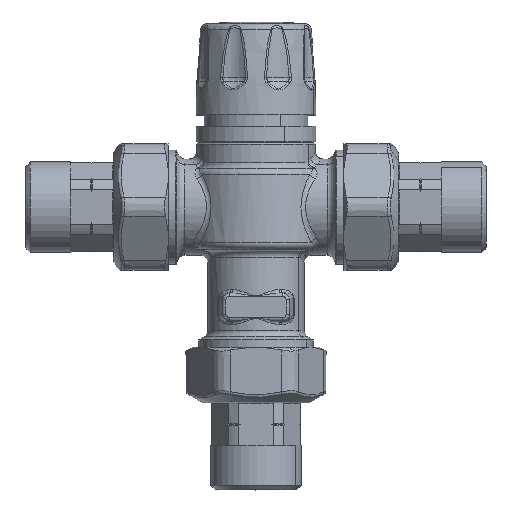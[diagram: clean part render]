
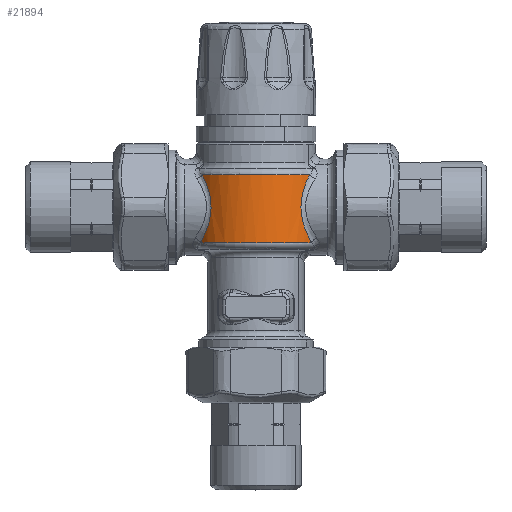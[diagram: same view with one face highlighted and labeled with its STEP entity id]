
A CAD part, top view. The second image highlights one B-rep face of the part: STEP entity #21894.
In plain terms, the highlighted cylindrical face has radius 19.5 mm (diameter 39 mm), a partial arc.
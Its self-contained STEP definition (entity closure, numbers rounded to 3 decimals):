
#20620=CARTESIAN_POINT('Vertex',(16.041,-10.322,-22.621)) ;
#20729=CARTESIAN_POINT('Control Point',(16.041,-10.322,-22.621)) ;
#20730=CARTESIAN_POINT('Control Point',(15.934,-10.121,-22.468)) ;
#20731=CARTESIAN_POINT('Control Point',(15.828,-9.917,-22.318)) ;
#20732=CARTESIAN_POINT('Control Point',(15.722,-9.71,-22.172)) ;
#20733=CARTESIAN_POINT('Control Point',(15.238,-8.748,-21.523)) ;
#20734=CARTESIAN_POINT('Control Point',(14.767,-7.72,-20.956)) ;
#20735=CARTESIAN_POINT('Control Point',(14.415,-6.877,-20.564)) ;
#20736=CARTESIAN_POINT('Control Point',(13.728,-4.996,-19.844)) ;
#20737=CARTESIAN_POINT('Control Point',(13.244,-2.95,-19.392)) ;
#20738=CARTESIAN_POINT('Control Point',(13.067,-1.821,-19.235)) ;
#20739=CARTESIAN_POINT('Control Point',(12.939,0.327,-19.12)) ;
#20740=CARTESIAN_POINT('Control Point',(13.169,2.452,-19.327)) ;
#20741=CARTESIAN_POINT('Control Point',(13.351,3.415,-19.492)) ;
#20742=CARTESIAN_POINT('Control Point',(13.827,5.287,-19.945)) ;
#20743=CARTESIAN_POINT('Control Point',(14.471,7.015,-20.625)) ;
#20744=CARTESIAN_POINT('Control Point',(14.822,7.846,-21.02)) ;
#20745=CARTESIAN_POINT('Control Point',(15.19,8.639,-21.466)) ;
#20746=CARTESIAN_POINT('Control Point',(15.563,9.392,-21.961)) ;
#20747=CARTESIAN_POINT('Vertex',(15.563,9.392,-21.961)) ;
#21827=CARTESIAN_POINT('Axis2P3D Location',(0.,-10.322,-33.709)) ;
#21831=CARTESIAN_POINT('Vertex',(-16.041,-10.322,-22.621)) ;
#21859=CARTESIAN_POINT('Axis2P3D Location',(0.,-13.355,-33.709)) ;
#21864=CARTESIAN_POINT('Axis2P3D Location',(0.,9.392,-33.709)) ;
#21868=CARTESIAN_POINT('Vertex',(-15.563,9.392,-21.961)) ;
#21872=CARTESIAN_POINT('Control Point',(-16.041,-10.322,-22.621)) ;
#21873=CARTESIAN_POINT('Control Point',(-15.555,-9.404,-21.918)) ;
#21874=CARTESIAN_POINT('Control Point',(-15.068,-8.418,-21.297)) ;
#21875=CARTESIAN_POINT('Control Point',(-14.599,-7.368,-20.758)) ;
#21876=CARTESIAN_POINT('Control Point',(-13.791,-5.265,-19.903)) ;
#21877=CARTESIAN_POINT('Control Point',(-13.244,-2.95,-19.392)) ;
#21878=CARTESIAN_POINT('Control Point',(-13.067,-1.821,-19.235)) ;
#21879=CARTESIAN_POINT('Control Point',(-12.939,0.327,-19.12)) ;
#21880=CARTESIAN_POINT('Control Point',(-13.169,2.452,-19.327)) ;
#21881=CARTESIAN_POINT('Control Point',(-13.351,3.415,-19.492)) ;
#21882=CARTESIAN_POINT('Control Point',(-13.827,5.287,-19.945)) ;
#21883=CARTESIAN_POINT('Control Point',(-14.471,7.015,-20.625)) ;
#21884=CARTESIAN_POINT('Control Point',(-14.822,7.846,-21.02)) ;
#21885=CARTESIAN_POINT('Control Point',(-15.19,8.639,-21.466)) ;
#21886=CARTESIAN_POINT('Control Point',(-15.563,9.392,-21.961)) ;
#21828=DIRECTION('Axis2P3D Direction',(0.,1.,0.)) ;
#21860=DIRECTION('Axis2P3D Direction',(0.,-1.,0.)) ;
#21861=DIRECTION('Axis2P3D XDirection',(-0.878,-0.,-0.479)) ;
#21865=DIRECTION('Axis2P3D Direction',(0.,-1.,0.)) ;
#21829=AXIS2_PLACEMENT_3D('Circle Axis2P3D',#21827,#21828,$) ;
#21862=AXIS2_PLACEMENT_3D('Cylinder Axis2P3D',#21859,#21860,#21861) ;
#21866=AXIS2_PLACEMENT_3D('Circle Axis2P3D',#21864,#21865,$) ;
#21889=ORIENTED_EDGE('',*,*,#21833,.F.) ;
#21890=ORIENTED_EDGE('',*,*,#20749,.F.) ;
#21891=ORIENTED_EDGE('',*,*,#21870,.T.) ;
#21892=ORIENTED_EDGE('',*,*,#21887,.T.) ;
#21894=ADVANCED_FACE('PartBody',(#21893),#21863,.T.) ;
#20728=B_SPLINE_CURVE_WITH_KNOTS('',5,(#20729,#20730,#20731,#20732,#20733,#20734,#20735,#20736,#20737,#20738,#20739,#20740,#20741,#20742,#20743,#20744,#20745,#20746),.UNSPECIFIED.,.F.,.U.,(6,3,3,3,3,6),(43.199,45.082,51.809,59.426,66.01,72.687),.UNSPECIFIED.) ;
#21871=B_SPLINE_CURVE_WITH_KNOTS('',5,(#21872,#21873,#21874,#21875,#21876,#21877,#21878,#21879,#21880,#21881,#21882,#21883,#21884,#21885,#21886),.UNSPECIFIED.,.F.,.U.,(6,3,3,3,6),(33.418,42.028,49.646,56.23,62.907),.UNSPECIFIED.) ;
#21830=CIRCLE('generated circle',#21829,19.5) ;
#21867=CIRCLE('generated circle',#21866,19.5) ;
#21863=CYLINDRICAL_SURFACE('generated cylinder',#21862,19.5) ;
#20749=EDGE_CURVE('',#20748,#20621,#20728,.F.) ;
#21833=EDGE_CURVE('',#20621,#21832,#21830,.F.) ;
#21870=EDGE_CURVE('',#20748,#21869,#21867,.T.) ;
#21887=EDGE_CURVE('',#21869,#21832,#21871,.F.) ;
#21888=EDGE_LOOP('',(#21889,#21890,#21891,#21892)) ;
#21893=FACE_OUTER_BOUND('',#21888,.T.) ;
#20621=VERTEX_POINT('',#20620) ;
#20748=VERTEX_POINT('',#20747) ;
#21832=VERTEX_POINT('',#21831) ;
#21869=VERTEX_POINT('',#21868) ;
